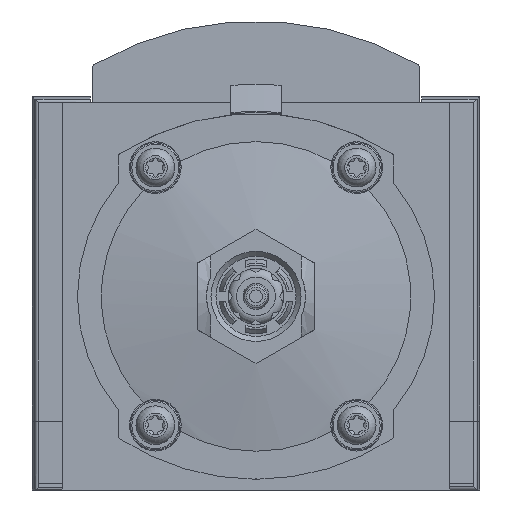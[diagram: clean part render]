
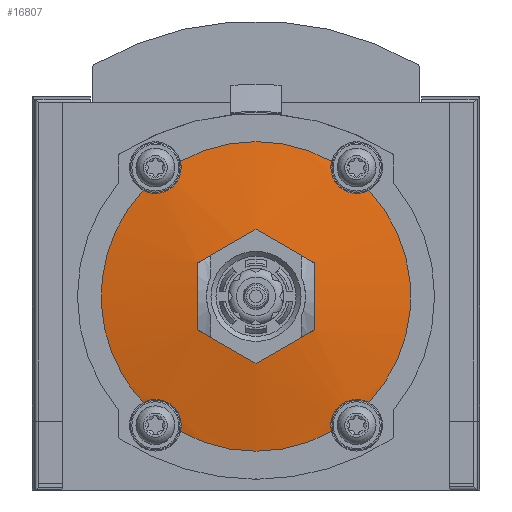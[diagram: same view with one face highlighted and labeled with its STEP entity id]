
A CAD part, front view. The second image highlights one B-rep face of the part: STEP entity #16807.
In plain terms, the highlighted spherical face has radius 160 mm.
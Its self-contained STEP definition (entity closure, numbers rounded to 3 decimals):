
#3305=B_SPLINE_CURVE_WITH_KNOTS('',3,(#23789,#23790,#23791,#23792,#23793,
#23794,#23795),.UNSPECIFIED.,.F.,.F.,(4,1,1,1,4),(0.,0.003,
0.007,0.01,0.014),
 .UNSPECIFIED.);
#3306=B_SPLINE_CURVE_WITH_KNOTS('',3,(#23799,#23800,#23801,#23802,#23803,
#23804,#23805),.UNSPECIFIED.,.F.,.F.,(4,1,1,1,4),(0.,0.003,
0.007,0.01,0.014),.UNSPECIFIED.);
#3307=B_SPLINE_CURVE_WITH_KNOTS('',3,(#23809,#23810,#23811,#23812,#23813,
#23814,#23815),.UNSPECIFIED.,.F.,.F.,(4,1,1,1,4),(0.,0.003,
0.007,0.01,0.014),
 .UNSPECIFIED.);
#3308=B_SPLINE_CURVE_WITH_KNOTS('',3,(#23819,#23820,#23821,#23822,#23823,
#23824,#23825),.UNSPECIFIED.,.F.,.F.,(4,1,1,1,4),(0.,0.003,
0.007,0.01,0.014),
 .UNSPECIFIED.);
#3602=ORIENTED_EDGE('',*,*,#7459,.F.);
#3603=ORIENTED_EDGE('',*,*,#7460,.T.);
#3604=ORIENTED_EDGE('',*,*,#7461,.F.);
#3605=ORIENTED_EDGE('',*,*,#7462,.T.);
#3606=ORIENTED_EDGE('',*,*,#7463,.F.);
#3607=ORIENTED_EDGE('',*,*,#7464,.T.);
#3608=ORIENTED_EDGE('',*,*,#7465,.F.);
#3609=ORIENTED_EDGE('',*,*,#7466,.T.);
#3610=ORIENTED_EDGE('',*,*,#7467,.F.);
#3611=ORIENTED_EDGE('',*,*,#7468,.F.);
#3612=ORIENTED_EDGE('',*,*,#7469,.F.);
#3613=ORIENTED_EDGE('',*,*,#7470,.F.);
#3614=ORIENTED_EDGE('',*,*,#7471,.F.);
#3615=ORIENTED_EDGE('',*,*,#7472,.F.);
#7459=EDGE_CURVE('',#9359,#9360,#10624,.T.);
#7460=EDGE_CURVE('',#9359,#9361,#3305,.T.);
#7461=EDGE_CURVE('',#9362,#9361,#10625,.T.);
#7462=EDGE_CURVE('',#9362,#9363,#3306,.T.);
#7463=EDGE_CURVE('',#9364,#9363,#10626,.T.);
#7464=EDGE_CURVE('',#9364,#9365,#3307,.T.);
#7465=EDGE_CURVE('',#9366,#9365,#10627,.T.);
#7466=EDGE_CURVE('',#9366,#9360,#3308,.T.);
#7467=EDGE_CURVE('',#9367,#9368,#10628,.F.);
#7468=EDGE_CURVE('',#9369,#9367,#10629,.F.);
#7469=EDGE_CURVE('',#9370,#9369,#10630,.F.);
#7470=EDGE_CURVE('',#9371,#9370,#10631,.F.);
#7471=EDGE_CURVE('',#9372,#9371,#10632,.F.);
#7472=EDGE_CURVE('',#9368,#9372,#10633,.F.);
#9359=VERTEX_POINT('',#23787);
#9360=VERTEX_POINT('',#23788);
#9361=VERTEX_POINT('',#23796);
#9362=VERTEX_POINT('',#23798);
#9363=VERTEX_POINT('',#23806);
#9364=VERTEX_POINT('',#23808);
#9365=VERTEX_POINT('',#23816);
#9366=VERTEX_POINT('',#23818);
#9367=VERTEX_POINT('',#23827);
#9368=VERTEX_POINT('',#23828);
#9369=VERTEX_POINT('',#23830);
#9370=VERTEX_POINT('',#23832);
#9371=VERTEX_POINT('',#23834);
#9372=VERTEX_POINT('',#23836);
#10624=CIRCLE('',#17724,35.989);
#10625=CIRCLE('',#17725,35.989);
#10626=CIRCLE('',#17726,35.989);
#10627=CIRCLE('',#17727,35.989);
#10628=CIRCLE('',#17728,159.429);
#10629=CIRCLE('',#17729,159.429);
#10630=CIRCLE('',#17730,159.429);
#10631=CIRCLE('',#17731,159.429);
#10632=CIRCLE('',#17732,159.429);
#10633=CIRCLE('',#17733,159.429);
#11210=EDGE_LOOP('',(#3602,#3603,#3604,#3605,#3606,#3607,#3608,#3609));
#11211=EDGE_LOOP('',(#3610,#3611,#3612,#3613,#3614,#3615));
#12276=FACE_BOUND('',#11210,.T.);
#12277=FACE_BOUND('',#11211,.T.);
#13292=SPHERICAL_SURFACE('',#17723,160.);
#16807=ADVANCED_FACE('',(#12276,#12277),#13292,.T.);
#17723=AXIS2_PLACEMENT_3D('',#23785,#19323,#19324);
#17724=AXIS2_PLACEMENT_3D('',#23786,#19325,#19326);
#17725=AXIS2_PLACEMENT_3D('',#23797,#19327,#19328);
#17726=AXIS2_PLACEMENT_3D('',#23807,#19329,#19330);
#17727=AXIS2_PLACEMENT_3D('',#23817,#19331,#19332);
#17728=AXIS2_PLACEMENT_3D('',#23826,#19333,#19334);
#17729=AXIS2_PLACEMENT_3D('',#23829,#19335,#19336);
#17730=AXIS2_PLACEMENT_3D('',#23831,#19337,#19338);
#17731=AXIS2_PLACEMENT_3D('',#23833,#19339,#19340);
#17732=AXIS2_PLACEMENT_3D('',#23835,#19341,#19342);
#17733=AXIS2_PLACEMENT_3D('',#23837,#19343,#19344);
#19323=DIRECTION('',(0.,-1.,0.));
#19324=DIRECTION('',(-1.,0.,0.));
#19325=DIRECTION('',(0.,1.,0.));
#19326=DIRECTION('',(0.,0.,1.));
#19327=DIRECTION('',(0.,1.,0.));
#19328=DIRECTION('',(0.,0.,1.));
#19329=DIRECTION('',(0.,1.,0.));
#19330=DIRECTION('',(0.,0.,1.));
#19331=DIRECTION('',(0.,1.,0.));
#19332=DIRECTION('',(0.,0.,1.));
#19333=DIRECTION('',(0.5,0.,0.866));
#19334=DIRECTION('',(0.866,0.,-0.5));
#19335=DIRECTION('',(1.,0.,0.));
#19336=DIRECTION('',(0.,0.,-1.));
#19337=DIRECTION('',(0.5,0.,-0.866));
#19338=DIRECTION('',(-0.866,0.,-0.5));
#19339=DIRECTION('',(-0.5,0.,-0.866));
#19340=DIRECTION('',(-0.866,0.,0.5));
#19341=DIRECTION('',(-1.,0.,0.));
#19342=DIRECTION('',(0.,0.,1.));
#19343=DIRECTION('',(-0.5,0.,0.866));
#19344=DIRECTION('',(0.866,0.,0.5));
#23785=CARTESIAN_POINT('',(0.,-162.6,0.));
#23786=CARTESIAN_POINT('',(0.,-318.5,0.));
#23787=CARTESIAN_POINT('',(26.22,-318.5,24.651));
#23788=CARTESIAN_POINT('',(26.22,-318.5,-24.651));
#23789=CARTESIAN_POINT('',(26.22,-318.5,24.651));
#23790=CARTESIAN_POINT('',(25.208,-318.756,24.111));
#23791=CARTESIAN_POINT('',(22.893,-319.195,23.624));
#23792=CARTESIAN_POINT('',(19.485,-319.453,24.936));
#23793=CARTESIAN_POINT('',(17.386,-319.196,27.922));
#23794=CARTESIAN_POINT('',(17.296,-318.756,30.292));
#23795=CARTESIAN_POINT('',(17.576,-318.5,31.405));
#23796=CARTESIAN_POINT('',(17.576,-318.5,31.405));
#23797=CARTESIAN_POINT('',(0.,-318.5,0.));
#23798=CARTESIAN_POINT('',(-17.576,-318.5,31.405));
#23799=CARTESIAN_POINT('',(-17.576,-318.5,31.405));
#23800=CARTESIAN_POINT('',(-17.296,-318.756,30.292));
#23801=CARTESIAN_POINT('',(-17.384,-319.195,27.929));
#23802=CARTESIAN_POINT('',(-19.481,-319.453,24.939));
#23803=CARTESIAN_POINT('',(-22.886,-319.196,23.624));
#23804=CARTESIAN_POINT('',(-25.208,-318.756,24.111));
#23805=CARTESIAN_POINT('',(-26.22,-318.5,24.651));
#23806=CARTESIAN_POINT('',(-26.22,-318.5,24.651));
#23807=CARTESIAN_POINT('',(0.,-318.5,0.));
#23808=CARTESIAN_POINT('',(-26.22,-318.5,-24.651));
#23809=CARTESIAN_POINT('',(-26.22,-318.5,-24.651));
#23810=CARTESIAN_POINT('',(-25.208,-318.756,-24.111));
#23811=CARTESIAN_POINT('',(-22.893,-319.195,-23.624));
#23812=CARTESIAN_POINT('',(-19.485,-319.453,-24.936));
#23813=CARTESIAN_POINT('',(-17.386,-319.196,-27.922));
#23814=CARTESIAN_POINT('',(-17.296,-318.756,-30.292));
#23815=CARTESIAN_POINT('',(-17.576,-318.5,-31.405));
#23816=CARTESIAN_POINT('',(-17.576,-318.5,-31.405));
#23817=CARTESIAN_POINT('',(0.,-318.5,0.));
#23818=CARTESIAN_POINT('',(17.576,-318.5,-31.405));
#23819=CARTESIAN_POINT('',(17.576,-318.5,-31.405));
#23820=CARTESIAN_POINT('',(17.296,-318.756,-30.292));
#23821=CARTESIAN_POINT('',(17.384,-319.195,-27.929));
#23822=CARTESIAN_POINT('',(19.481,-319.453,-24.939));
#23823=CARTESIAN_POINT('',(22.886,-319.196,-23.624));
#23824=CARTESIAN_POINT('',(25.208,-318.756,-24.111));
#23825=CARTESIAN_POINT('',(26.22,-318.5,-24.651));
#23826=CARTESIAN_POINT('',(6.75,-162.6,11.691));
#23827=CARTESIAN_POINT('',(13.5,-321.839,7.794));
#23828=CARTESIAN_POINT('',(0.,-321.839,15.588));
#23829=CARTESIAN_POINT('',(13.5,-162.6,0.));
#23830=CARTESIAN_POINT('',(13.5,-321.839,-7.794));
#23831=CARTESIAN_POINT('',(6.75,-162.6,-11.691));
#23832=CARTESIAN_POINT('',(0.,-321.839,-15.588));
#23833=CARTESIAN_POINT('',(-6.75,-162.6,-11.691));
#23834=CARTESIAN_POINT('',(-13.5,-321.839,-7.794));
#23835=CARTESIAN_POINT('',(-13.5,-162.6,0.));
#23836=CARTESIAN_POINT('',(-13.5,-321.839,7.794));
#23837=CARTESIAN_POINT('',(-6.75,-162.6,11.691));
